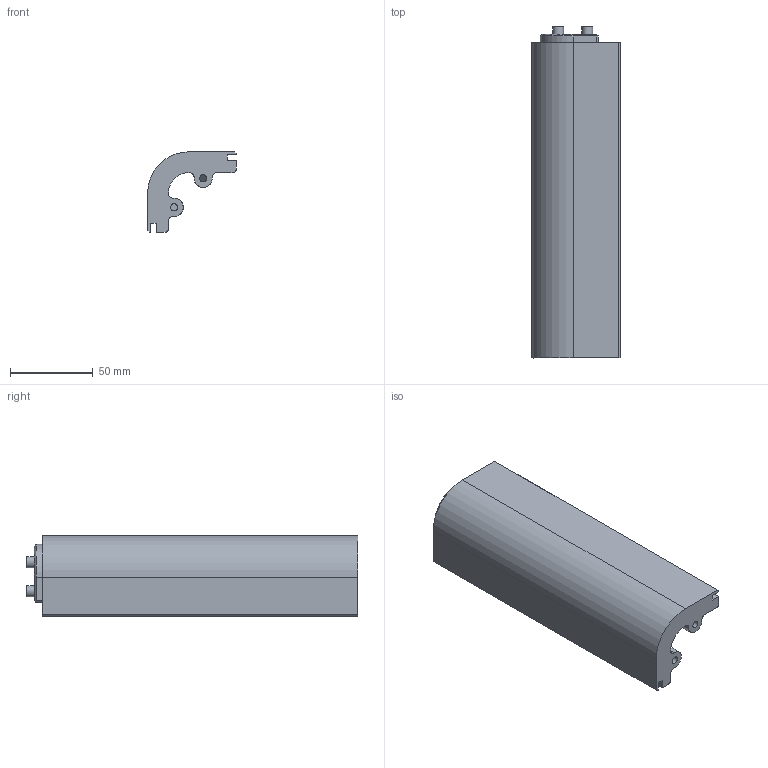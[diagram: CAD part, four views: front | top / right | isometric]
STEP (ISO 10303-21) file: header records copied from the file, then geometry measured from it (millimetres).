
FILE_DESCRIPTION(/* description */ ('STEP AP214'),/* implementation_level */ '2;1');
FILE_NAME(/* name */ 'A3.step',/* time_stamp */ '2025-08-17T21:31:32+05:00',/* author */ (''),/* organization */ (''),/* preprocessor_version */ 'ST-DEVELOPER v20.1',/* originating_system */ 'Autodesk Translation Framework v14.10.0.0',/* authorisation */ '');
FILE_SCHEMA (('AUTOMOTIVE_DESIGN { 1 0 10303 214 3 1 1 }'));
Length unit declared in the file: millimetre
Products named in the file (1): A3
Bounding box: 53.5 x 200 x 48.5 mm (x, y, z)
Volume: 89162.3 mm3; surface area: 46973.9 mm2
Topology: 1 solids, 1 shells, 174 faces, 474 edges, 312 vertices
Faces by surface type: plane 129, cylinder 36, cone 9
Full cylindrical faces by diameter (mm): 2.5 x2, 4.3 x2, 6.5 x2, 7.5 x2
Entity records: 5496 total; most frequent: CARTESIAN_POINT 967, ORIENTED_EDGE 948, DIRECTION 906, EDGE_CURVE 474, LINE 388, VECTOR 388, VERTEX_POINT 312, AXIS2_PLACEMENT_3D 259
